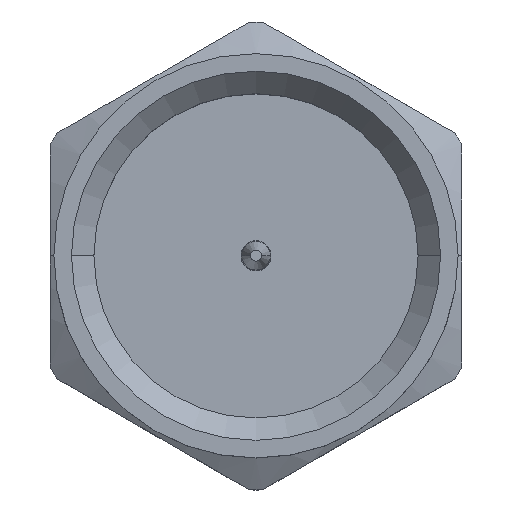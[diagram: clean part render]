
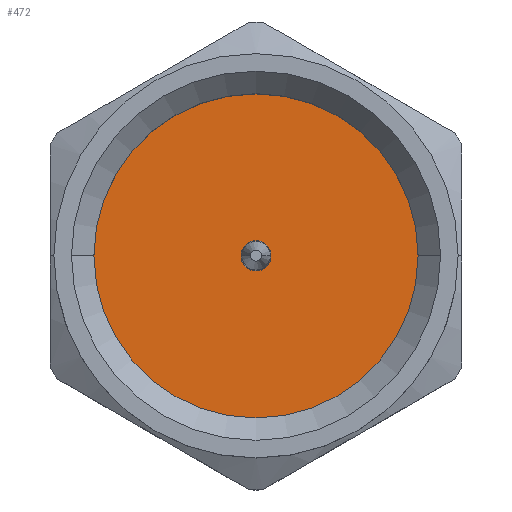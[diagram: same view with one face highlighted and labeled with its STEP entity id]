
A CAD part, top view. The second image highlights one B-rep face of the part: STEP entity #472.
In plain terms, the highlighted planar face has unit normal (0, 0, 1).
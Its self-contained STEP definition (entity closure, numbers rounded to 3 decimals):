
#34 = EDGE_CURVE ( 'NONE', #167, #205, #794, .T. ) ;
#167 = VERTEX_POINT ( 'NONE', #1129 ) ;
#205 = VERTEX_POINT ( 'NONE', #1414 ) ;
#388 = EDGE_CURVE ( 'NONE', #205, #167, #2094, .T. ) ;
#425 = EDGE_CURVE ( 'NONE', #440, #536, #2072, .T. ) ;
#440 = VERTEX_POINT ( 'NONE', #2196 ) ;
#447 = ORIENTED_EDGE ( 'NONE', *, *, #388, .F. ) ;
#472 = ADVANCED_FACE ( 'NONE', ( #2214, #2368 ), #2367, .F. ) ;
#491 = EDGE_LOOP ( 'NONE', ( #447, #525 ) ) ;
#524 = EDGE_LOOP ( 'NONE', ( #1309, #558 ) ) ;
#525 = ORIENTED_EDGE ( 'NONE', *, *, #34, .F. ) ;
#536 = VERTEX_POINT ( 'NONE', #2550 ) ;
#558 = ORIENTED_EDGE ( 'NONE', *, *, #1350, .F. ) ;
#688 = DIRECTION ( 'NONE',  ( 0., 0., -1. ) ) ;
#765 = DIRECTION ( 'NONE',  ( -1., 0., 0. ) ) ;
#771 = CARTESIAN_POINT ( 'NONE',  ( 0., 0., 1.734 ) ) ;
#794 = CIRCLE ( 'NONE', #798, 4.33 ) ;
#798 = AXIS2_PLACEMENT_3D ( 'NONE', #771, #688, #765 ) ;
#1129 = CARTESIAN_POINT ( 'NONE',  ( -4.33, 0., 1.734 ) ) ;
#1309 = ORIENTED_EDGE ( 'NONE', *, *, #425, .F. ) ;
#1350 = EDGE_CURVE ( 'NONE', #536, #440, #2911, .T. ) ;
#1414 = CARTESIAN_POINT ( 'NONE',  ( 4.33, 0., 1.734 ) ) ;
#2021 = DIRECTION ( 'NONE',  ( -1., 0., 0. ) ) ;
#2022 = DIRECTION ( 'NONE',  ( 0., 0., -1. ) ) ;
#2068 = DIRECTION ( 'NONE',  ( -1., 0., 0. ) ) ;
#2069 = DIRECTION ( 'NONE',  ( 0., 0., 1. ) ) ;
#2070 = CARTESIAN_POINT ( 'NONE',  ( 0., 0., 1.734 ) ) ;
#2071 = AXIS2_PLACEMENT_3D ( 'NONE', #2070, #2069, #2068 ) ;
#2072 = CIRCLE ( 'NONE', #2071, 0.4 ) ;
#2092 = CARTESIAN_POINT ( 'NONE',  ( 0., 0., 1.734 ) ) ;
#2093 = AXIS2_PLACEMENT_3D ( 'NONE', #2092, #2022, #2021 ) ;
#2094 = CIRCLE ( 'NONE', #2093, 4.33 ) ;
#2196 = CARTESIAN_POINT ( 'NONE',  ( 0.4, 0., 1.734 ) ) ;
#2214 = FACE_BOUND ( 'NONE', #524, .T. ) ;
#2363 = DIRECTION ( 'NONE',  ( -1., 0., 0. ) ) ;
#2364 = DIRECTION ( 'NONE',  ( 0., 0., -1. ) ) ;
#2365 = CARTESIAN_POINT ( 'NONE',  ( 0., 0., 1.734 ) ) ;
#2366 = AXIS2_PLACEMENT_3D ( 'NONE', #2365, #2364, #2363 ) ;
#2367 = PLANE ( 'NONE',  #2366 ) ;
#2368 = FACE_OUTER_BOUND ( 'NONE', #491, .T. ) ;
#2550 = CARTESIAN_POINT ( 'NONE',  ( -0.4, 0., 1.734 ) ) ;
#2907 = DIRECTION ( 'NONE',  ( -1., 0., 0. ) ) ;
#2908 = DIRECTION ( 'NONE',  ( 0., 0., 1. ) ) ;
#2909 = CARTESIAN_POINT ( 'NONE',  ( 0., 0., 1.734 ) ) ;
#2910 = AXIS2_PLACEMENT_3D ( 'NONE', #2909, #2908, #2907 ) ;
#2911 = CIRCLE ( 'NONE', #2910, 0.4 ) ;
